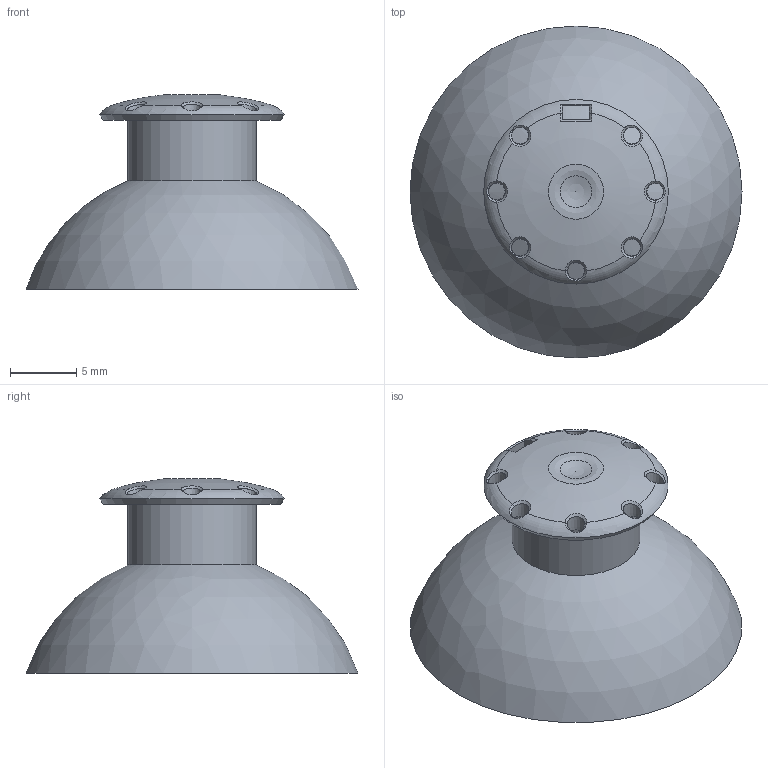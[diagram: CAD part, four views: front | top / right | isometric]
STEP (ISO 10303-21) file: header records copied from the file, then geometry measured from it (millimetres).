
FILE_DESCRIPTION(/* description */ (''),/* implementation_level */ '2;1');
FILE_NAME(/* name */ 'Main_Body.step',/* time_stamp */ '2024-09-11T19:44:41-07:00',/* author */ (''),/* organization */ (''),/* preprocessor_version */ 'ST-DEVELOPER v20',/* originating_system */ 'Autodesk Translation Framework v13.14.0.145',/* authorisation */ '');
FILE_SCHEMA (('AUTOMOTIVE_DESIGN { 1 0 10303 214 3 1 1 }'));
Length unit declared in the file: millimetre
Products named in the file (1): Main_Body
Bounding box: 25.15 x 25.15 x 14.73 mm (x, y, z)
Volume: 1263.4 mm3; surface area: 2102.6 mm2
Topology: 1 solids, 1 shells, 82 faces, 236 edges, 151 vertices
Faces by surface type: plane 33, cone 19, bspline 18, torus 5, sphere 4, cylinder 3
Full cylindrical faces by diameter (mm): 9.7 x1
Entity records: 4659 total; most frequent: CARTESIAN_POINT 2585, ORIENTED_EDGE 470, DIRECTION 379, EDGE_CURVE 235, AXIS2_PLACEMENT_3D 161, VERTEX_POINT 151, EDGE_LOOP 94, FACE_OUTER_BOUND 82
